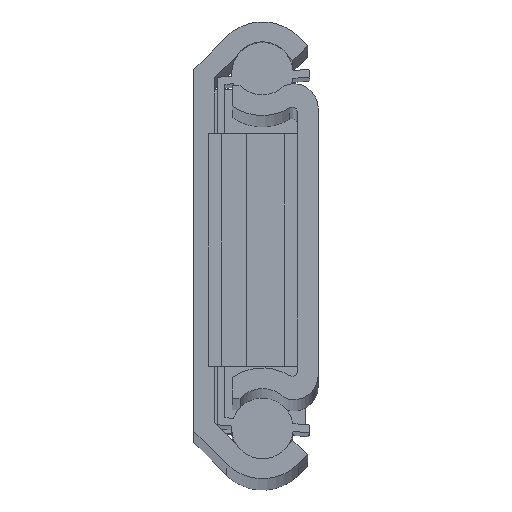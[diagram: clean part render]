
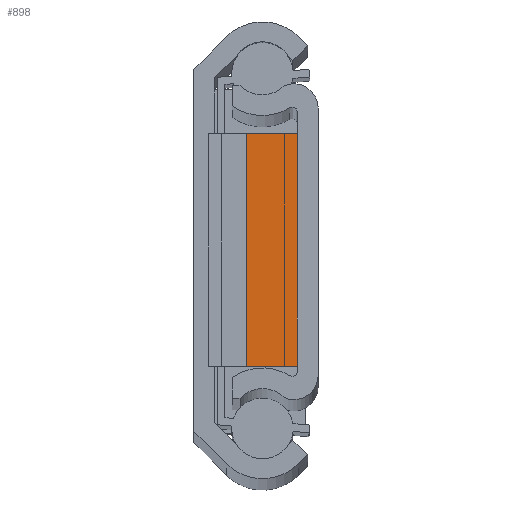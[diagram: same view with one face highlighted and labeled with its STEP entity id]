
A CAD part, top view. The second image highlights one B-rep face of the part: STEP entity #898.
In plain terms, the highlighted face is planar.
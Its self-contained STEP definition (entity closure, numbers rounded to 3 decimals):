
#402 = VERTEX_POINT ( 'NONE', #2173 ) ;
#405 = EDGE_CURVE ( 'NONE', #402, #406, #2171, .T. ) ;
#406 = VERTEX_POINT ( 'NONE', #2167 ) ;
#879 = EDGE_CURVE ( 'NONE', #894, #402, #2902, .T. ) ;
#880 = ORIENTED_EDGE ( 'NONE', *, *, #893, .T. ) ;
#891 = VERTEX_POINT ( 'NONE', #2943 ) ;
#893 = EDGE_CURVE ( 'NONE', #894, #891, #2942, .T. ) ;
#894 = VERTEX_POINT ( 'NONE', #2938 ) ;
#898 = ADVANCED_FACE ( 'NONE', ( #2933 ), #2932, .F. ) ;
#899 = EDGE_LOOP ( 'NONE', ( #900, #902, #903, #880 ) ) ;
#900 = ORIENTED_EDGE ( 'NONE', *, *, #901, .T. ) ;
#901 = EDGE_CURVE ( 'NONE', #891, #406, #2927, .T. ) ;
#902 = ORIENTED_EDGE ( 'NONE', *, *, #405, .F. ) ;
#903 = ORIENTED_EDGE ( 'NONE', *, *, #879, .F. ) ;
#2167 = CARTESIAN_POINT ( 'NONE',  ( -122., -9., 0. ) ) ;
#2168 = DIRECTION ( 'NONE',  ( 0., -1., 0. ) ) ;
#2169 = VECTOR ( 'NONE', #2168, 1000. ) ;
#2170 = CARTESIAN_POINT ( 'NONE',  ( -122., 9., 0. ) ) ;
#2171 = LINE ( 'NONE', #2170, #2169 ) ;
#2173 = CARTESIAN_POINT ( 'NONE',  ( -122., 9., 0. ) ) ;
#2899 = DIRECTION ( 'NONE',  ( 0., 0., -1. ) ) ;
#2900 = VECTOR ( 'NONE', #2899, 1000. ) ;
#2901 = CARTESIAN_POINT ( 'NONE',  ( -122., 9., 0. ) ) ;
#2902 = LINE ( 'NONE', #2901, #2900 ) ;
#2924 = DIRECTION ( 'NONE',  ( 0., 0., -1. ) ) ;
#2925 = VECTOR ( 'NONE', #2924, 1000. ) ;
#2926 = CARTESIAN_POINT ( 'NONE',  ( -122., -9., 0. ) ) ;
#2927 = LINE ( 'NONE', #2926, #2925 ) ;
#2928 = DIRECTION ( 'NONE',  ( 0., 0., 1. ) ) ;
#2929 = DIRECTION ( 'NONE',  ( -1., 0., 0. ) ) ;
#2930 = CARTESIAN_POINT ( 'NONE',  ( -122., 9., 0. ) ) ;
#2931 = AXIS2_PLACEMENT_3D ( 'NONE', #2930, #2929, #2928 ) ;
#2932 = PLANE ( 'NONE',  #2931 ) ;
#2933 = FACE_OUTER_BOUND ( 'NONE', #899, .T. ) ;
#2938 = CARTESIAN_POINT ( 'NONE',  ( -122., 9., 5.9 ) ) ;
#2939 = DIRECTION ( 'NONE',  ( 0., -1., 0. ) ) ;
#2940 = VECTOR ( 'NONE', #2939, 1000. ) ;
#2941 = CARTESIAN_POINT ( 'NONE',  ( -122., 9., 5.9 ) ) ;
#2942 = LINE ( 'NONE', #2941, #2940 ) ;
#2943 = CARTESIAN_POINT ( 'NONE',  ( -122., -9., 5.9 ) ) ;
